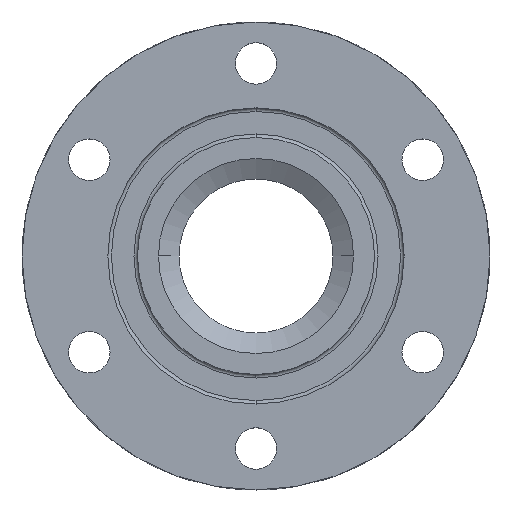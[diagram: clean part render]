
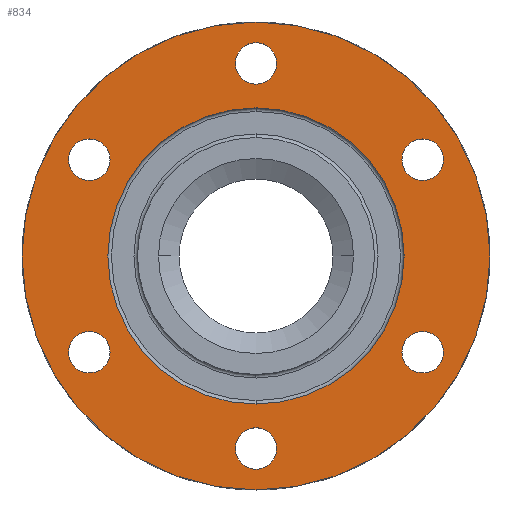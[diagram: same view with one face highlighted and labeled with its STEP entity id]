
A CAD part, top view. The second image highlights one B-rep face of the part: STEP entity #834.
In plain terms, the highlighted planar face has unit normal (0, 0, 1).
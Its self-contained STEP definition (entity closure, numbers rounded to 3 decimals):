
#1=CARTESIAN_POINT('',(0.,0.,0.));
#2=DIRECTION('',(0.,0.,-1.));
#3=DIRECTION('',(0.,-1.,0.));
#4=AXIS2_PLACEMENT_3D('',#1,#2,#3);
#6=CARTESIAN_POINT('',(0.,0.,0.));
#7=DIRECTION('',(0.,0.,-1.));
#8=DIRECTION('',(0.,1.,0.));
#9=AXIS2_PLACEMENT_3D('',#6,#7,#8);
#11=CARTESIAN_POINT('',(-28.146,-16.25,0.));
#12=DIRECTION('',(0.,0.,-1.));
#13=DIRECTION('',(0.,-1.,0.));
#14=AXIS2_PLACEMENT_3D('',#11,#12,#13);
#16=CARTESIAN_POINT('',(-28.146,-16.25,0.));
#17=DIRECTION('',(0.,0.,-1.));
#18=DIRECTION('',(0.,1.,0.));
#19=AXIS2_PLACEMENT_3D('',#16,#17,#18);
#21=CARTESIAN_POINT('',(-28.146,16.25,0.));
#22=DIRECTION('',(0.,0.,-1.));
#23=DIRECTION('',(-0.866,-0.5,0.));
#24=AXIS2_PLACEMENT_3D('',#21,#22,#23);
#26=CARTESIAN_POINT('',(-28.146,16.25,0.));
#27=DIRECTION('',(0.,0.,-1.));
#28=DIRECTION('',(0.866,0.5,0.));
#29=AXIS2_PLACEMENT_3D('',#26,#27,#28);
#31=CARTESIAN_POINT('',(0.,32.5,0.));
#32=DIRECTION('',(0.,0.,-1.));
#33=DIRECTION('',(-0.866,0.5,0.));
#34=AXIS2_PLACEMENT_3D('',#31,#32,#33);
#36=CARTESIAN_POINT('',(0.,32.5,0.));
#37=DIRECTION('',(0.,0.,-1.));
#38=DIRECTION('',(0.866,-0.5,0.));
#39=AXIS2_PLACEMENT_3D('',#36,#37,#38);
#41=CARTESIAN_POINT('',(28.146,16.25,0.));
#42=DIRECTION('',(0.,0.,-1.));
#43=DIRECTION('',(0.,1.,0.));
#44=AXIS2_PLACEMENT_3D('',#41,#42,#43);
#46=CARTESIAN_POINT('',(28.146,16.25,0.));
#47=DIRECTION('',(0.,0.,-1.));
#48=DIRECTION('',(0.,-1.,0.));
#49=AXIS2_PLACEMENT_3D('',#46,#47,#48);
#51=CARTESIAN_POINT('',(28.146,-16.25,0.));
#52=DIRECTION('',(0.,0.,-1.));
#53=DIRECTION('',(0.866,0.5,0.));
#54=AXIS2_PLACEMENT_3D('',#51,#52,#53);
#56=CARTESIAN_POINT('',(28.146,-16.25,0.));
#57=DIRECTION('',(0.,0.,-1.));
#58=DIRECTION('',(-0.866,-0.5,0.));
#59=AXIS2_PLACEMENT_3D('',#56,#57,#58);
#61=CARTESIAN_POINT('',(0.,-32.5,0.));
#62=DIRECTION('',(0.,0.,-1.));
#63=DIRECTION('',(0.866,-0.5,0.));
#64=AXIS2_PLACEMENT_3D('',#61,#62,#63);
#66=CARTESIAN_POINT('',(0.,-32.5,0.));
#67=DIRECTION('',(0.,0.,-1.));
#68=DIRECTION('',(-0.866,0.5,0.));
#69=AXIS2_PLACEMENT_3D('',#66,#67,#68);
#81=CARTESIAN_POINT('',(0.,0.,0.));
#82=DIRECTION('',(0.,0.,1.));
#83=DIRECTION('',(0.,1.,0.));
#84=AXIS2_PLACEMENT_3D('',#81,#82,#83);
#86=CARTESIAN_POINT('',(0.,0.,0.));
#87=DIRECTION('',(0.,0.,1.));
#88=DIRECTION('',(0.,-1.,0.));
#89=AXIS2_PLACEMENT_3D('',#86,#87,#88);
#613=CARTESIAN_POINT('',(0.,-39.5,0.));
#614=CARTESIAN_POINT('',(0.,39.5,0.));
#615=VERTEX_POINT('',#613);
#616=VERTEX_POINT('',#614);
#621=CARTESIAN_POINT('',(-28.146,-19.75,0.));
#622=CARTESIAN_POINT('',(-28.146,-12.75,0.));
#623=VERTEX_POINT('',#621);
#624=VERTEX_POINT('',#622);
#625=CARTESIAN_POINT('',(-31.177,14.5,0.));
#626=CARTESIAN_POINT('',(-25.115,18.,0.));
#627=VERTEX_POINT('',#625);
#628=VERTEX_POINT('',#626);
#629=CARTESIAN_POINT('',(-3.031,34.25,0.));
#630=CARTESIAN_POINT('',(3.031,30.75,0.));
#631=VERTEX_POINT('',#629);
#632=VERTEX_POINT('',#630);
#633=CARTESIAN_POINT('',(28.146,19.75,0.));
#634=CARTESIAN_POINT('',(28.146,12.75,0.));
#635=VERTEX_POINT('',#633);
#636=VERTEX_POINT('',#634);
#637=CARTESIAN_POINT('',(31.177,-14.5,0.));
#638=CARTESIAN_POINT('',(25.115,-18.,0.));
#639=VERTEX_POINT('',#637);
#640=VERTEX_POINT('',#638);
#641=CARTESIAN_POINT('',(3.031,-34.25,0.));
#642=CARTESIAN_POINT('',(-3.031,-30.75,0.));
#643=VERTEX_POINT('',#641);
#644=VERTEX_POINT('',#642);
#663=CARTESIAN_POINT('',(0.,25.,0.));
#664=CARTESIAN_POINT('',(0.,-25.,0.));
#665=VERTEX_POINT('',#663);
#666=VERTEX_POINT('',#664);
#781=CARTESIAN_POINT('',(0.,0.,0.));
#782=DIRECTION('',(0.,0.,-1.));
#783=DIRECTION('',(0.,-1.,0.));
#784=AXIS2_PLACEMENT_3D('',#781,#782,#783);
#785=PLANE('',#784);
#787=ORIENTED_EDGE('',*,*,#786,.T.);
#789=ORIENTED_EDGE('',*,*,#788,.T.);
#790=EDGE_LOOP('',(#787,#789));
#791=FACE_OUTER_BOUND('',#790,.F.);
#793=ORIENTED_EDGE('',*,*,#792,.F.);
#795=ORIENTED_EDGE('',*,*,#794,.F.);
#796=EDGE_LOOP('',(#793,#795));
#797=FACE_BOUND('',#796,.F.);
#799=ORIENTED_EDGE('',*,*,#798,.F.);
#801=ORIENTED_EDGE('',*,*,#800,.F.);
#802=EDGE_LOOP('',(#799,#801));
#803=FACE_BOUND('',#802,.F.);
#805=ORIENTED_EDGE('',*,*,#804,.F.);
#807=ORIENTED_EDGE('',*,*,#806,.F.);
#808=EDGE_LOOP('',(#805,#807));
#809=FACE_BOUND('',#808,.F.);
#811=ORIENTED_EDGE('',*,*,#810,.F.);
#813=ORIENTED_EDGE('',*,*,#812,.F.);
#814=EDGE_LOOP('',(#811,#813));
#815=FACE_BOUND('',#814,.F.);
#817=ORIENTED_EDGE('',*,*,#816,.F.);
#819=ORIENTED_EDGE('',*,*,#818,.F.);
#820=EDGE_LOOP('',(#817,#819));
#821=FACE_BOUND('',#820,.F.);
#823=ORIENTED_EDGE('',*,*,#822,.F.);
#825=ORIENTED_EDGE('',*,*,#824,.F.);
#826=EDGE_LOOP('',(#823,#825));
#827=FACE_BOUND('',#826,.F.);
#829=ORIENTED_EDGE('',*,*,#828,.T.);
#831=ORIENTED_EDGE('',*,*,#830,.T.);
#832=EDGE_LOOP('',(#829,#831));
#833=FACE_BOUND('',#832,.F.);
#5=CIRCLE('',#4,39.5);
#10=CIRCLE('',#9,39.5);
#15=CIRCLE('',#14,3.5);
#20=CIRCLE('',#19,3.5);
#25=CIRCLE('',#24,3.5);
#30=CIRCLE('',#29,3.5);
#35=CIRCLE('',#34,3.5);
#40=CIRCLE('',#39,3.5);
#45=CIRCLE('',#44,3.5);
#50=CIRCLE('',#49,3.5);
#55=CIRCLE('',#54,3.5);
#60=CIRCLE('',#59,3.5);
#65=CIRCLE('',#64,3.5);
#70=CIRCLE('',#69,3.5);
#85=CIRCLE('',#84,25.);
#90=CIRCLE('',#89,25.);
#786=EDGE_CURVE('',#615,#616,#5,.T.);
#788=EDGE_CURVE('',#616,#615,#10,.T.);
#792=EDGE_CURVE('',#623,#624,#15,.T.);
#794=EDGE_CURVE('',#624,#623,#20,.T.);
#798=EDGE_CURVE('',#627,#628,#25,.T.);
#800=EDGE_CURVE('',#628,#627,#30,.T.);
#804=EDGE_CURVE('',#631,#632,#35,.T.);
#806=EDGE_CURVE('',#632,#631,#40,.T.);
#810=EDGE_CURVE('',#635,#636,#45,.T.);
#812=EDGE_CURVE('',#636,#635,#50,.T.);
#816=EDGE_CURVE('',#639,#640,#55,.T.);
#818=EDGE_CURVE('',#640,#639,#60,.T.);
#822=EDGE_CURVE('',#643,#644,#65,.T.);
#824=EDGE_CURVE('',#644,#643,#70,.T.);
#828=EDGE_CURVE('',#665,#666,#85,.T.);
#830=EDGE_CURVE('',#666,#665,#90,.T.);
#834=ADVANCED_FACE('',(#791,#797,#803,#809,#815,#821,#827,#833),#785,.F.);
